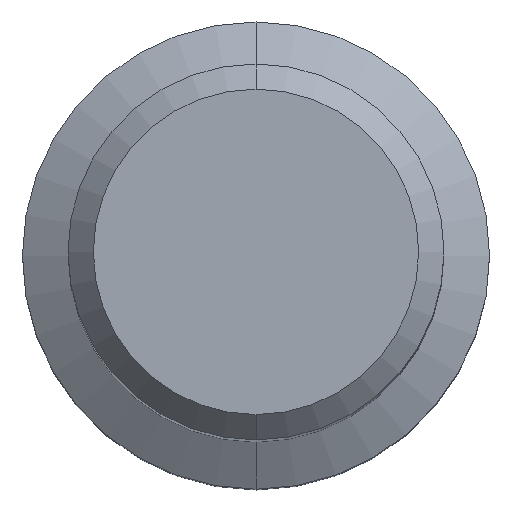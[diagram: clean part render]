
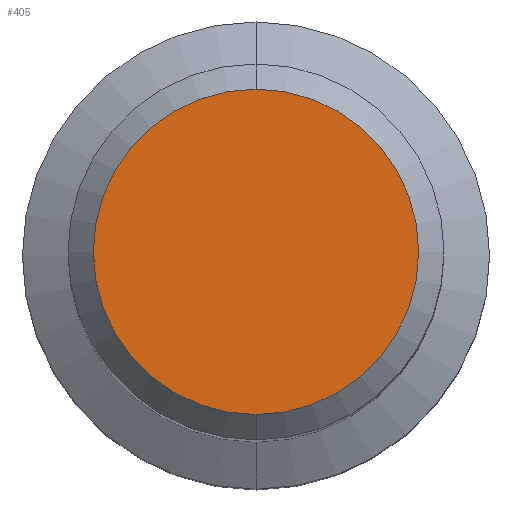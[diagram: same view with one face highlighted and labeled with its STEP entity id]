
A CAD part, top view. The second image highlights one B-rep face of the part: STEP entity #405.
In plain terms, the highlighted planar face has unit normal (0, 0, 1).
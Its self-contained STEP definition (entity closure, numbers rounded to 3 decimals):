
#217=EDGE_CURVE('',#461,#495,#604,.T.);
#385=EDGE_CURVE('',#495,#461,#788,.T.);
#405=ADVANCED_FACE('',(#811),#812,.T.);
#461=VERTEX_POINT('',#874);
#495=VERTEX_POINT('',#915);
#604=CIRCLE('',#1025,7.661);
#788=CIRCLE('',#1442,7.661);
#811=FACE_OUTER_BOUND('',#1481,.T.);
#812=PLANE('',#1482);
#874=CARTESIAN_POINT('',(0.,-7.661,0.));
#915=CARTESIAN_POINT('',(0.0,7.661,0.));
#1025=AXIS2_PLACEMENT_3D('',#1839,#1840,#1841);
#1442=AXIS2_PLACEMENT_3D('',#2050,#2051,#2052);
#1481=EDGE_LOOP('',(#2086,#2087));
#1482=AXIS2_PLACEMENT_3D('',#2088,#2089,#2090);
#1839=CARTESIAN_POINT('',(0.0,0.0,0.));
#1840=DIRECTION('',(0.0,0.0,-1.0));
#1841=DIRECTION('',(0.0,1.0,0.0));
#2050=CARTESIAN_POINT('',(0.0,0.0,0.));
#2051=DIRECTION('',(0.0,0.0,-1.0));
#2052=DIRECTION('',(0.0,1.0,0.0));
#2086=ORIENTED_EDGE('',*,*,#385,.F.);
#2087=ORIENTED_EDGE('',*,*,#217,.F.);
#2088=CARTESIAN_POINT('',(0.0,3.831,0.));
#2089=DIRECTION('',(-0.0,0.0,1.0));
#2090=DIRECTION('',(0.0,-1.0,0.0));
